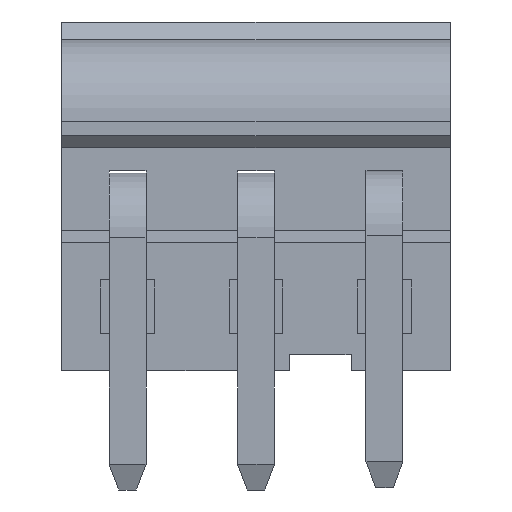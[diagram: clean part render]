
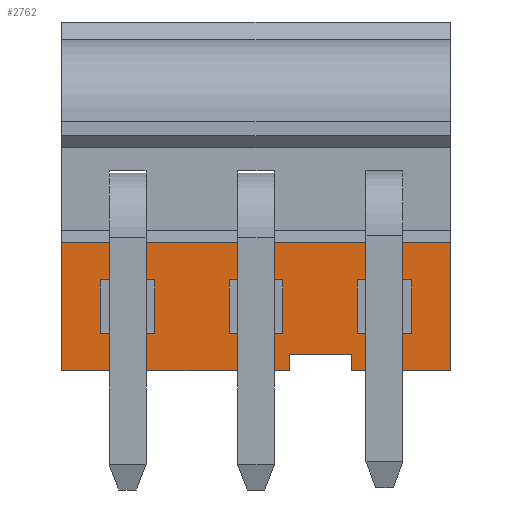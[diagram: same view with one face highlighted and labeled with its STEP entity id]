
A CAD part, front view. The second image highlights one B-rep face of the part: STEP entity #2762.
In plain terms, the highlighted face is planar.
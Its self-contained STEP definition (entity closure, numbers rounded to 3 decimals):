
#193=ORIENTED_EDGE('',*,*,#651,.T.);
#194=ORIENTED_EDGE('',*,*,#654,.T.);
#195=ORIENTED_EDGE('',*,*,#723,.F.);
#196=ORIENTED_EDGE('',*,*,#724,.T.);
#197=ORIENTED_EDGE('',*,*,#720,.T.);
#198=ORIENTED_EDGE('',*,*,#708,.F.);
#199=ORIENTED_EDGE('',*,*,#644,.F.);
#200=ORIENTED_EDGE('',*,*,#648,.T.);
#201=ORIENTED_EDGE('',*,*,#666,.F.);
#202=ORIENTED_EDGE('',*,*,#659,.F.);
#203=ORIENTED_EDGE('',*,*,#662,.F.);
#204=ORIENTED_EDGE('',*,*,#664,.F.);
#205=ORIENTED_EDGE('',*,*,#680,.F.);
#206=ORIENTED_EDGE('',*,*,#673,.F.);
#207=ORIENTED_EDGE('',*,*,#676,.F.);
#208=ORIENTED_EDGE('',*,*,#678,.F.);
#209=ORIENTED_EDGE('',*,*,#694,.F.);
#210=ORIENTED_EDGE('',*,*,#687,.F.);
#211=ORIENTED_EDGE('',*,*,#690,.F.);
#212=ORIENTED_EDGE('',*,*,#692,.F.);
#644=EDGE_CURVE('',#927,#928,#1105,.T.);
#648=EDGE_CURVE('',#927,#930,#1109,.T.);
#651=EDGE_CURVE('',#930,#932,#1112,.T.);
#654=EDGE_CURVE('',#932,#934,#1115,.T.);
#659=EDGE_CURVE('',#939,#940,#1120,.T.);
#662=EDGE_CURVE('',#941,#939,#1123,.T.);
#664=EDGE_CURVE('',#942,#941,#1125,.T.);
#666=EDGE_CURVE('',#940,#942,#1127,.T.);
#673=EDGE_CURVE('',#947,#948,#1134,.T.);
#676=EDGE_CURVE('',#949,#947,#1137,.T.);
#678=EDGE_CURVE('',#950,#949,#1139,.T.);
#680=EDGE_CURVE('',#948,#950,#1141,.T.);
#687=EDGE_CURVE('',#955,#956,#1148,.T.);
#690=EDGE_CURVE('',#957,#955,#1151,.T.);
#692=EDGE_CURVE('',#958,#957,#1153,.T.);
#694=EDGE_CURVE('',#956,#958,#1155,.T.);
#708=EDGE_CURVE('',#928,#972,#1164,.T.);
#720=EDGE_CURVE('',#981,#972,#1175,.T.);
#723=EDGE_CURVE('',#983,#934,#1178,.T.);
#724=EDGE_CURVE('',#983,#981,#1179,.T.);
#927=VERTEX_POINT('',#3566);
#928=VERTEX_POINT('',#3568);
#930=VERTEX_POINT('',#3574);
#932=VERTEX_POINT('',#3580);
#934=VERTEX_POINT('',#3586);
#939=VERTEX_POINT('',#3599);
#940=VERTEX_POINT('',#3600);
#941=VERTEX_POINT('',#3605);
#942=VERTEX_POINT('',#3609);
#947=VERTEX_POINT('',#3627);
#948=VERTEX_POINT('',#3628);
#949=VERTEX_POINT('',#3633);
#950=VERTEX_POINT('',#3637);
#955=VERTEX_POINT('',#3655);
#956=VERTEX_POINT('',#3656);
#957=VERTEX_POINT('',#3661);
#958=VERTEX_POINT('',#3665);
#972=VERTEX_POINT('',#3697);
#981=VERTEX_POINT('',#3721);
#983=VERTEX_POINT('',#3727);
#1105=LINE('',#3567,#1364);
#1109=LINE('',#3575,#1368);
#1112=LINE('',#3581,#1371);
#1115=LINE('',#3587,#1374);
#1120=LINE('',#3598,#1379);
#1123=LINE('',#3604,#1382);
#1125=LINE('',#3608,#1384);
#1127=LINE('',#3612,#1386);
#1134=LINE('',#3626,#1393);
#1137=LINE('',#3632,#1396);
#1139=LINE('',#3636,#1398);
#1141=LINE('',#3640,#1400);
#1148=LINE('',#3654,#1407);
#1151=LINE('',#3660,#1410);
#1153=LINE('',#3664,#1412);
#1155=LINE('',#3668,#1414);
#1164=LINE('',#3696,#1423);
#1175=LINE('',#3720,#1434);
#1178=LINE('',#3726,#1437);
#1179=LINE('',#3728,#1438);
#1364=VECTOR('',#3019,1000.);
#1368=VECTOR('',#3025,1000.);
#1371=VECTOR('',#3030,1000.);
#1374=VECTOR('',#3035,1000.);
#1379=VECTOR('',#3044,1000.);
#1382=VECTOR('',#3049,1000.);
#1384=VECTOR('',#3053,1000.);
#1386=VECTOR('',#3057,1000.);
#1393=VECTOR('',#3070,1000.);
#1396=VECTOR('',#3075,1000.);
#1398=VECTOR('',#3079,1000.);
#1400=VECTOR('',#3083,1000.);
#1407=VECTOR('',#3096,1000.);
#1410=VECTOR('',#3101,1000.);
#1412=VECTOR('',#3105,1000.);
#1414=VECTOR('',#3109,1000.);
#1423=VECTOR('',#3130,1000.);
#1434=VECTOR('',#3149,1000.);
#1437=VECTOR('',#3154,1000.);
#1438=VECTOR('',#3155,1000.);
#1634=EDGE_LOOP('',(#193,#194,#195,#196,#197,#198,#199,#200));
#1635=EDGE_LOOP('',(#201,#202,#203,#204));
#1636=EDGE_LOOP('',(#205,#206,#207,#208));
#1637=EDGE_LOOP('',(#209,#210,#211,#212));
#1755=FACE_BOUND('',#1634,.T.);
#1756=FACE_BOUND('',#1635,.T.);
#1757=FACE_BOUND('',#1636,.T.);
#1758=FACE_BOUND('',#1637,.T.);
#1876=PLANE('',#2887);
#2762=ADVANCED_FACE('',(#1755,#1756,#1757,#1758),#1876,.T.);
#2887=AXIS2_PLACEMENT_3D('',#3725,#3152,#3153);
#3019=DIRECTION('',(1.,0.,0.));
#3025=DIRECTION('',(0.,1.,0.));
#3030=DIRECTION('',(-1.,0.,0.));
#3035=DIRECTION('',(0.,-1.,0.));
#3044=DIRECTION('',(0.,-1.,0.));
#3049=DIRECTION('',(1.,0.,0.));
#3053=DIRECTION('',(0.,1.,0.));
#3057=DIRECTION('',(-1.,0.,0.));
#3070=DIRECTION('',(0.,-1.,0.));
#3075=DIRECTION('',(1.,0.,0.));
#3079=DIRECTION('',(0.,1.,0.));
#3083=DIRECTION('',(-1.,0.,0.));
#3096=DIRECTION('',(0.,-1.,0.));
#3101=DIRECTION('',(1.,0.,0.));
#3105=DIRECTION('',(0.,1.,0.));
#3109=DIRECTION('',(-1.,0.,0.));
#3130=DIRECTION('',(0.,1.,0.));
#3149=DIRECTION('',(1.,0.,0.));
#3152=DIRECTION('',(0.,0.,-1.));
#3153=DIRECTION('',(0.,1.,0.));
#3154=DIRECTION('',(1.,0.,0.));
#3155=DIRECTION('',(0.,1.,0.));
#3566=CARTESIAN_POINT('',(-1.03,-1.975,-1.6));
#3567=CARTESIAN_POINT('',(-5.995,-1.975,-1.6));
#3568=CARTESIAN_POINT('',(5.995,-1.975,-1.6));
#3574=CARTESIAN_POINT('',(-1.03,-1.475,-1.6));
#3575=CARTESIAN_POINT('',(-1.03,-1.975,-1.6));
#3580=CARTESIAN_POINT('',(-2.93,-1.475,-1.6));
#3581=CARTESIAN_POINT('',(-5.995,-1.475,-1.6));
#3586=CARTESIAN_POINT('',(-2.93,-1.975,-1.6));
#3587=CARTESIAN_POINT('',(-2.93,-1.975,-1.6));
#3598=CARTESIAN_POINT('',(4.785,0.825,-1.6));
#3599=CARTESIAN_POINT('',(4.785,0.825,-1.6));
#3600=CARTESIAN_POINT('',(4.785,-0.825,-1.6));
#3604=CARTESIAN_POINT('',(3.135,0.825,-1.6));
#3605=CARTESIAN_POINT('',(3.135,0.825,-1.6));
#3608=CARTESIAN_POINT('',(3.135,-0.825,-1.6));
#3609=CARTESIAN_POINT('',(3.135,-0.825,-1.6));
#3612=CARTESIAN_POINT('',(4.785,-0.825,-1.6));
#3626=CARTESIAN_POINT('',(0.825,0.825,-1.6));
#3627=CARTESIAN_POINT('',(0.825,0.825,-1.6));
#3628=CARTESIAN_POINT('',(0.825,-0.825,-1.6));
#3632=CARTESIAN_POINT('',(-0.825,0.825,-1.6));
#3633=CARTESIAN_POINT('',(-0.825,0.825,-1.6));
#3636=CARTESIAN_POINT('',(-0.825,-0.825,-1.6));
#3637=CARTESIAN_POINT('',(-0.825,-0.825,-1.6));
#3640=CARTESIAN_POINT('',(0.825,-0.825,-1.6));
#3654=CARTESIAN_POINT('',(-3.135,0.825,-1.6));
#3655=CARTESIAN_POINT('',(-3.135,0.825,-1.6));
#3656=CARTESIAN_POINT('',(-3.135,-0.825,-1.6));
#3660=CARTESIAN_POINT('',(-4.785,0.825,-1.6));
#3661=CARTESIAN_POINT('',(-4.785,0.825,-1.6));
#3664=CARTESIAN_POINT('',(-4.785,-0.825,-1.6));
#3665=CARTESIAN_POINT('',(-4.785,-0.825,-1.6));
#3668=CARTESIAN_POINT('',(-3.135,-0.825,-1.6));
#3696=CARTESIAN_POINT('',(5.995,-1.975,-1.6));
#3697=CARTESIAN_POINT('',(5.995,1.975,-1.6));
#3720=CARTESIAN_POINT('',(-5.995,1.975,-1.6));
#3721=CARTESIAN_POINT('',(-5.995,1.975,-1.6));
#3725=CARTESIAN_POINT('',(-5.995,-1.975,-1.6));
#3726=CARTESIAN_POINT('',(-5.995,-1.975,-1.6));
#3727=CARTESIAN_POINT('',(-5.995,-1.975,-1.6));
#3728=CARTESIAN_POINT('',(-5.995,-1.975,-1.6));
